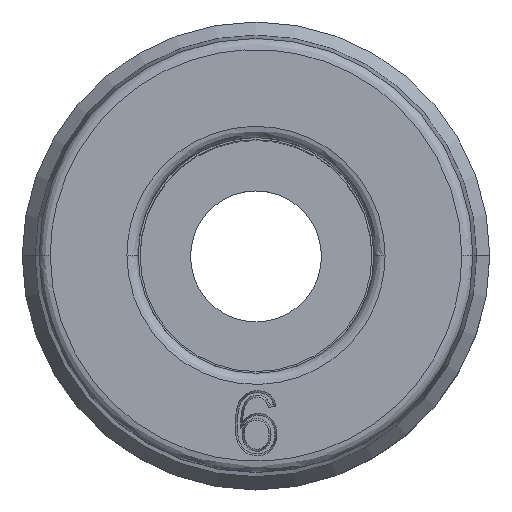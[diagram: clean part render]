
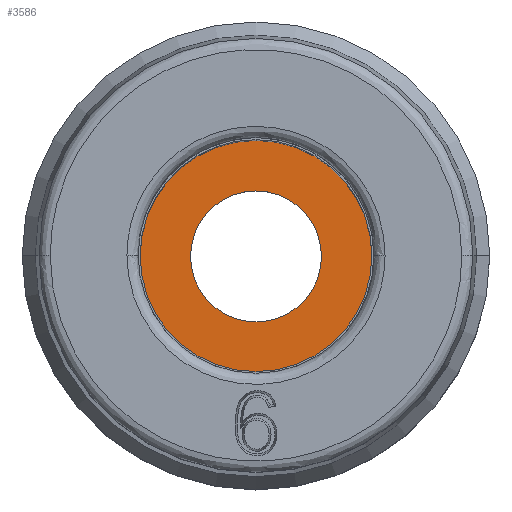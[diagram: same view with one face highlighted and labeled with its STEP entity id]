
A CAD part, top view. The second image highlights one B-rep face of the part: STEP entity #3586.
In plain terms, the highlighted planar face has unit normal (0, 0, 1).
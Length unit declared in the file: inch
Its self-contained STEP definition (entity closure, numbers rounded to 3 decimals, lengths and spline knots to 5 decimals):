
#170 = CARTESIAN_POINT ( 'NONE',  ( 0., 0., 0.01969 ) ) ;
#199 = CIRCLE ( 'NONE', #2525, 0.12205 ) ;
#444 = DIRECTION ( 'NONE',  ( 0., 0., 1. ) ) ;
#590 = CARTESIAN_POINT ( 'NONE',  ( 0.0689, 0., 0.01969 ) ) ;
#605 = EDGE_CURVE ( 'NONE', #3655, #897, #199, .T. ) ;
#737 = DIRECTION ( 'NONE',  ( -1., 0., 0. ) ) ;
#795 = CARTESIAN_POINT ( 'NONE',  ( 0., 0., 0.01969 ) ) ;
#887 = DIRECTION ( 'NONE',  ( 0., 0., 1. ) ) ;
#897 = VERTEX_POINT ( 'NONE', #1849 ) ;
#1019 = AXIS2_PLACEMENT_3D ( 'NONE', #1909, #4260, #2886 ) ;
#1239 = EDGE_CURVE ( 'NONE', #897, #3655, #3815, .T. ) ;
#1326 = VERTEX_POINT ( 'NONE', #4367 ) ;
#1400 = DIRECTION ( 'NONE',  ( 0., 0., -1. ) ) ;
#1503 = ORIENTED_EDGE ( 'NONE', *, *, #2376, .F. ) ;
#1652 = CIRCLE ( 'NONE', #4218, 0.0689 ) ;
#1746 = FACE_OUTER_BOUND ( 'NONE', #2455, .T. ) ;
#1849 = CARTESIAN_POINT ( 'NONE',  ( 0.12205, 0., 0.01969 ) ) ;
#1909 = CARTESIAN_POINT ( 'NONE',  ( 0., 0., 0.01969 ) ) ;
#2127 = CARTESIAN_POINT ( 'NONE',  ( 0., 0.10827, 0.01969 ) ) ;
#2376 = EDGE_CURVE ( 'NONE', #1326, #4122, #1652, .T. ) ;
#2455 = EDGE_LOOP ( 'NONE', ( #3872, #3236 ) ) ;
#2525 = AXIS2_PLACEMENT_3D ( 'NONE', #795, #444, #3547 ) ;
#2557 = FACE_BOUND ( 'NONE', #4282, .T. ) ;
#2616 = ORIENTED_EDGE ( 'NONE', *, *, #3886, .F. ) ;
#2827 = CARTESIAN_POINT ( 'NONE',  ( -0.12205, 0., 0.01969 ) ) ;
#2886 = DIRECTION ( 'NONE',  ( 1., 0., 0. ) ) ;
#2953 = DIRECTION ( 'NONE',  ( 0., 0., 1. ) ) ;
#3236 = ORIENTED_EDGE ( 'NONE', *, *, #1239, .T. ) ;
#3342 = AXIS2_PLACEMENT_3D ( 'NONE', #170, #2953, #3661 ) ;
#3534 = PLANE ( 'NONE',  #4068 ) ;
#3547 = DIRECTION ( 'NONE',  ( -1., 0., 0. ) ) ;
#3586 = ADVANCED_FACE ( 'NONE', ( #2557, #1746 ), #3534, .F. ) ;
#3635 = CIRCLE ( 'NONE', #1019, 0.0689 ) ;
#3654 = DIRECTION ( 'NONE',  ( 1., 0., 0. ) ) ;
#3655 = VERTEX_POINT ( 'NONE', #2827 ) ;
#3661 = DIRECTION ( 'NONE',  ( -1., 0., 0. ) ) ;
#3815 = CIRCLE ( 'NONE', #3342, 0.12205 ) ;
#3872 = ORIENTED_EDGE ( 'NONE', *, *, #605, .T. ) ;
#3886 = EDGE_CURVE ( 'NONE', #4122, #1326, #3635, .T. ) ;
#4024 = CARTESIAN_POINT ( 'NONE',  ( 0., 0., 0.01969 ) ) ;
#4068 = AXIS2_PLACEMENT_3D ( 'NONE', #2127, #1400, #737 ) ;
#4122 = VERTEX_POINT ( 'NONE', #590 ) ;
#4218 = AXIS2_PLACEMENT_3D ( 'NONE', #4024, #887, #3654 ) ;
#4260 = DIRECTION ( 'NONE',  ( 0., 0., 1. ) ) ;
#4282 = EDGE_LOOP ( 'NONE', ( #2616, #1503 ) ) ;
#4367 = CARTESIAN_POINT ( 'NONE',  ( -0.0689, 0., 0.01969 ) ) ;
